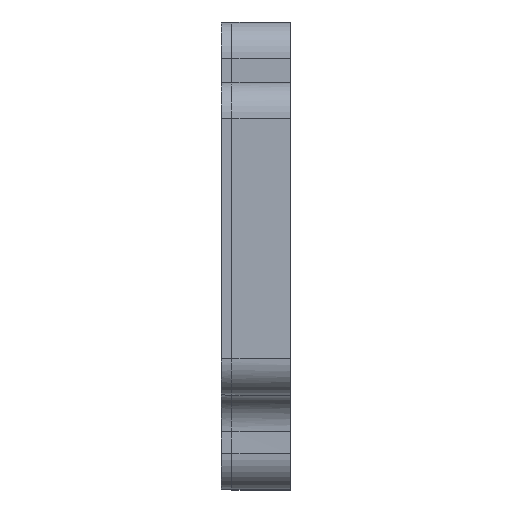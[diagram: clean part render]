
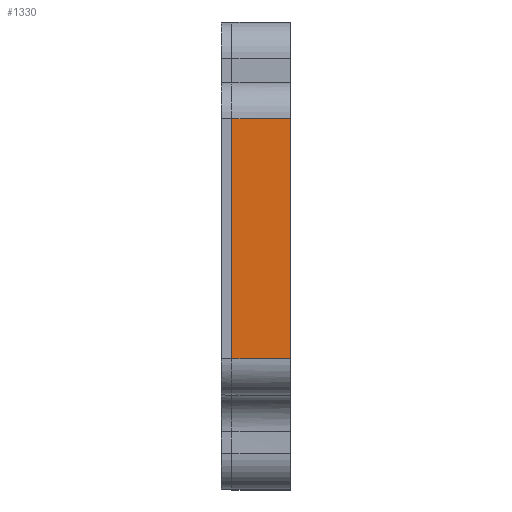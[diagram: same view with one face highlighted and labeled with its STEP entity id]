
A CAD part, left-side view. The second image highlights one B-rep face of the part: STEP entity #1330.
In plain terms, the highlighted planar face has unit normal (-1, 0, 0).
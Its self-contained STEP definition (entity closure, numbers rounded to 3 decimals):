
#29 = CARTESIAN_POINT ( 'NONE',  ( -6.145, 0., 3.6 ) ) ;
#95 = VECTOR ( 'NONE', #763, 1000. ) ;
#129 = CARTESIAN_POINT ( 'NONE',  ( -6.145, 0., -3. ) ) ;
#152 = DIRECTION ( 'NONE',  ( 0., 0., 1. ) ) ;
#175 = EDGE_CURVE ( 'NONE', #961, #1022, #1106, .T. ) ;
#216 = VERTEX_POINT ( 'NONE', #2183 ) ;
#332 = VECTOR ( 'NONE', #1605, 1000. ) ;
#422 = CARTESIAN_POINT ( 'NONE',  ( -6.15, -1.6, -4. ) ) ;
#478 = VERTEX_POINT ( 'NONE', #845 ) ;
#520 = FACE_OUTER_BOUND ( 'NONE', #1654, .T. ) ;
#573 = CARTESIAN_POINT ( 'NONE',  ( -6.15, -1.6, -3. ) ) ;
#669 = CARTESIAN_POINT ( 'NONE',  ( -6.15, -1.6, 3.6 ) ) ;
#684 = LINE ( 'NONE', #422, #827 ) ;
#763 = DIRECTION ( 'NONE',  ( 0., -1., 0. ) ) ;
#827 = VECTOR ( 'NONE', #1666, 1000. ) ;
#832 = ORIENTED_EDGE ( 'NONE', *, *, #1562, .T. ) ;
#845 = CARTESIAN_POINT ( 'NONE',  ( -6.145, 0., -3. ) ) ;
#961 = VERTEX_POINT ( 'NONE', #669 ) ;
#1022 = VERTEX_POINT ( 'NONE', #29 ) ;
#1023 = PLANE ( 'NONE',  #1556 ) ;
#1106 = LINE ( 'NONE', #2302, #332 ) ;
#1167 = ORIENTED_EDGE ( 'NONE', *, *, #2022, .T. ) ;
#1246 = ORIENTED_EDGE ( 'NONE', *, *, #2186, .F. ) ;
#1330 = ADVANCED_FACE ( 'NONE', ( #520 ), #1023, .T. ) ;
#1385 = CARTESIAN_POINT ( 'NONE',  ( -6.14, 0., 1.4 ) ) ;
#1409 = CARTESIAN_POINT ( 'NONE',  ( -6.14, 0., -0.8 ) ) ;
#1556 = AXIS2_PLACEMENT_3D ( 'NONE', #1763, #1576, #152 ) ;
#1562 = EDGE_CURVE ( 'NONE', #216, #961, #684, .T. ) ;
#1574 = LINE ( 'NONE', #573, #95 ) ;
#1576 = DIRECTION ( 'NONE',  ( -1., 0., 0. ) ) ;
#1605 = DIRECTION ( 'NONE',  ( 0., 1., 0. ) ) ;
#1654 = EDGE_LOOP ( 'NONE', ( #832, #2026, #1246, #1167 ) ) ;
#1666 = DIRECTION ( 'NONE',  ( 0., 0., 1. ) ) ;
#1692 = B_SPLINE_CURVE_WITH_KNOTS ( 'NONE', 3,
 ( #129, #1409, #1385, #1922 ),
 .UNSPECIFIED., .F., .F.,
 ( 4, 4 ),
 ( 0., 1. ),
 .UNSPECIFIED. ) ;
#1763 = CARTESIAN_POINT ( 'NONE',  ( -6.15, -1.6, -4. ) ) ;
#1922 = CARTESIAN_POINT ( 'NONE',  ( -6.145, 0., 3.6 ) ) ;
#2022 = EDGE_CURVE ( 'NONE', #478, #216, #1574, .T. ) ;
#2026 = ORIENTED_EDGE ( 'NONE', *, *, #175, .T. ) ;
#2183 = CARTESIAN_POINT ( 'NONE',  ( -6.15, -1.6, -3. ) ) ;
#2186 = EDGE_CURVE ( 'NONE', #478, #1022, #1692, .T. ) ;
#2302 = CARTESIAN_POINT ( 'NONE',  ( -6.15, -1.6, 3.6 ) ) ;
